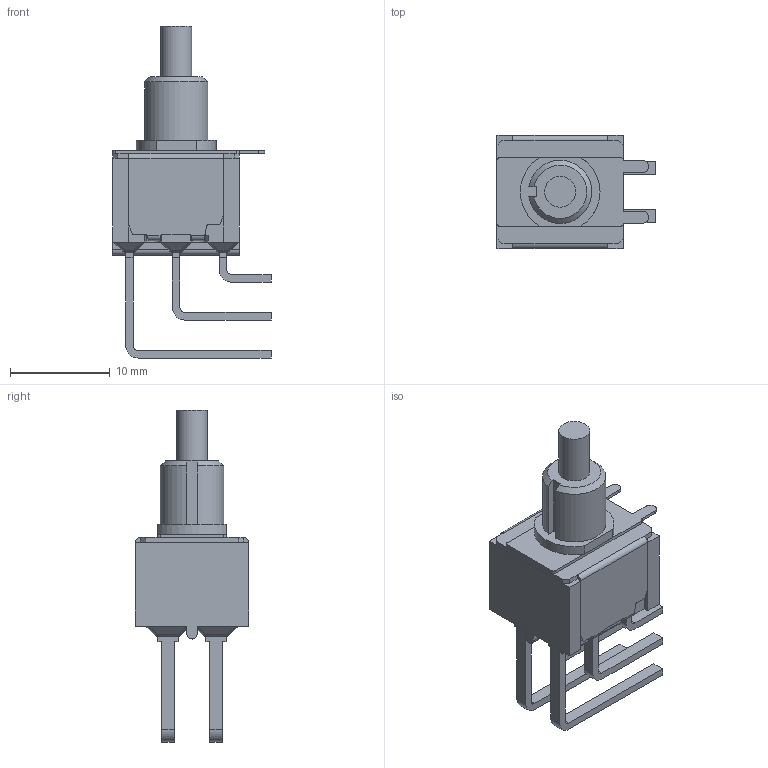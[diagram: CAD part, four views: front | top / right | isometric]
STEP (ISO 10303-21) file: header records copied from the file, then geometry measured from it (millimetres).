
FILE_DESCRIPTION(/* description */ (''),/* implementation_level */ '2;1');
FILE_NAME(/* name */ '700DP7B20M7xE.stp',/* time_stamp */ '2024-08-30T15:27:25-05:00',/* author */ ('jsteinblock'),/* organization */ (''),/* preprocessor_version */ 'ST-DEVELOPER v18.1',/* originating_system */ 'Autodesk Inventor 2022',/* authorisation */ '');
FILE_SCHEMA (('AUTOMOTIVE_DESIGN { 1 0 10303 214 3 1 1 }'));
Length unit declared in the file: inch
Products named in the file (1): 700DP7B20M7xE
Bounding box: 15.88 x 11.43 x 33.34 mm (x, y, z)
Volume: 1716.3 mm3; surface area: 1513 mm2
Topology: 1 solids, 5 shells, 451 faces, 1209 edges, 754 vertices
Faces by surface type: plane 254, cylinder 112, bspline 60, sphere 24, cone 1
Full cylindrical faces by diameter (mm): 3.1 x2
Entity records: 14332 total; most frequent: CARTESIAN_POINT 3420, ORIENTED_EDGE 2370, DIRECTION 2074, EDGE_CURVE 1185, LINE 828, VECTOR 828, VERTEX_POINT 754, AXIS2_PLACEMENT_3D 623
